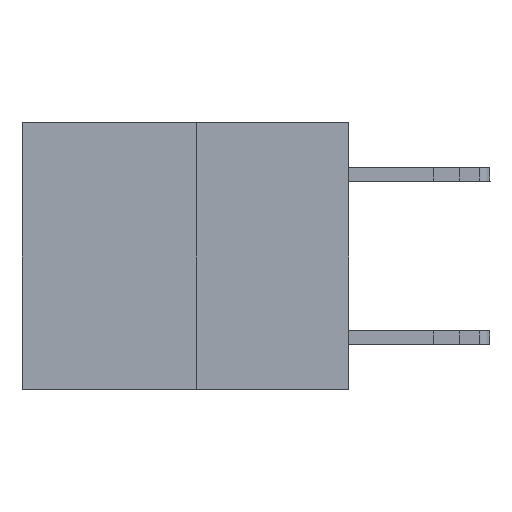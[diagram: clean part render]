
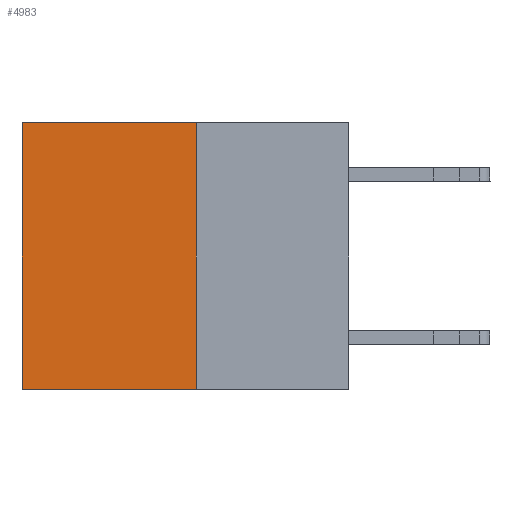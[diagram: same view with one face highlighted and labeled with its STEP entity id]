
A CAD part, left-side view. The second image highlights one B-rep face of the part: STEP entity #4983.
In plain terms, the highlighted planar face has unit normal (-1, 0, 0).
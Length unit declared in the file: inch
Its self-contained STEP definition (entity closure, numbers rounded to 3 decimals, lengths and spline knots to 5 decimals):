
#753 = EDGE_CURVE ( 'NONE', #1496, #20163, #8971, .T. ) ;
#1496 = VERTEX_POINT ( 'NONE', #17184 ) ;
#2446 = LINE ( 'NONE', #14332, #19842 ) ;
#2723 = CARTESIAN_POINT ( 'NONE',  ( 0.3165, 0.28, -0.49 ) ) ;
#2822 = EDGE_LOOP ( 'NONE', ( #9332, #10067, #14917, #9895 ) ) ;
#2842 = CARTESIAN_POINT ( 'NONE',  ( 0.3165, 0.6, -0.49 ) ) ;
#2895 = CARTESIAN_POINT ( 'NONE',  ( 0.3165, 0.28, -0.49 ) ) ;
#3470 = DIRECTION ( 'NONE',  ( 0., 1., 0. ) ) ;
#3542 = CARTESIAN_POINT ( 'NONE',  ( 0.3165, 0.28, 0. ) ) ;
#4983 = ADVANCED_FACE ( 'NONE', ( #15321 ), #14649, .F. ) ;
#5179 = EDGE_CURVE ( 'NONE', #14373, #15285, #2446, .T. ) ;
#6176 = DIRECTION ( 'NONE',  ( 1., 0., 0. ) ) ;
#6463 = CARTESIAN_POINT ( 'NONE',  ( 0.3165, 0.28, -0.49 ) ) ;
#8824 = LINE ( 'NONE', #2842, #10419 ) ;
#8971 = LINE ( 'NONE', #3542, #13735 ) ;
#9002 = VECTOR ( 'NONE', #14874, 39.37008 ) ;
#9332 = ORIENTED_EDGE ( 'NONE', *, *, #16959, .T. ) ;
#9895 = ORIENTED_EDGE ( 'NONE', *, *, #753, .T. ) ;
#10062 = LINE ( 'NONE', #2895, #9002 ) ;
#10067 = ORIENTED_EDGE ( 'NONE', *, *, #5179, .F. ) ;
#10419 = VECTOR ( 'NONE', #11359, 39.37008 ) ;
#11359 = DIRECTION ( 'NONE',  ( 0., 0., -1. ) ) ;
#11960 = EDGE_CURVE ( 'NONE', #1496, #14373, #10062, .T. ) ;
#13735 = VECTOR ( 'NONE', #3470, 39.37008 ) ;
#14332 = CARTESIAN_POINT ( 'NONE',  ( 0.3165, 0.28, -0.49 ) ) ;
#14373 = VERTEX_POINT ( 'NONE', #2723 ) ;
#14649 = PLANE ( 'NONE',  #15729 ) ;
#14874 = DIRECTION ( 'NONE',  ( 0., 0., -1. ) ) ;
#14917 = ORIENTED_EDGE ( 'NONE', *, *, #11960, .F. ) ;
#15285 = VERTEX_POINT ( 'NONE', #21225 ) ;
#15321 = FACE_OUTER_BOUND ( 'NONE', #2822, .T. ) ;
#15729 = AXIS2_PLACEMENT_3D ( 'NONE', #6463, #6176, #19904 ) ;
#16959 = EDGE_CURVE ( 'NONE', #20163, #15285, #8824, .T. ) ;
#17152 = CARTESIAN_POINT ( 'NONE',  ( 0.3165, 0.6, 0. ) ) ;
#17184 = CARTESIAN_POINT ( 'NONE',  ( 0.3165, 0.28, 0. ) ) ;
#19682 = DIRECTION ( 'NONE',  ( 0., 1., 0. ) ) ;
#19842 = VECTOR ( 'NONE', #19682, 39.37008 ) ;
#19904 = DIRECTION ( 'NONE',  ( 0., 0., -1. ) ) ;
#20163 = VERTEX_POINT ( 'NONE', #17152 ) ;
#21225 = CARTESIAN_POINT ( 'NONE',  ( 0.3165, 0.6, -0.49 ) ) ;
